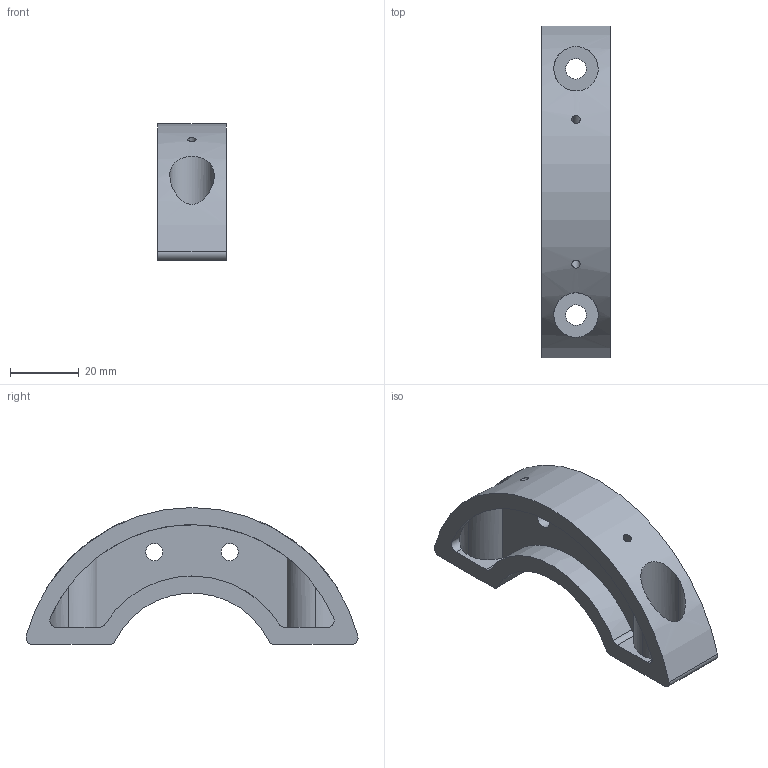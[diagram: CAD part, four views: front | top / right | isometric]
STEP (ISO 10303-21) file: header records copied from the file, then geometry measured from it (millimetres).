
FILE_DESCRIPTION(('CATIA V5 STEP Exchange'),'2;1');
FILE_NAME('Demi-Bague.stp','2018-06-06T15:08:35+00:00',('none'),('none'),'CATIA Version 5 Release 19 GA (IN-10)','CATIA V5 STEP AP203','none');
FILE_SCHEMA(('CONFIG_CONTROL_DESIGN'));
Length unit declared in the file: millimetre
Products named in the file (1): Part1
Bounding box: 20 x 96.94 x 40 mm (x, y, z)
Volume: 27089.5 mm3; surface area: 13915.2 mm2
Topology: 1 solids, 1 shells, 56 faces, 144 edges, 96 vertices
Faces by surface type: cylinder 40, plane 14, extrusion 2
Entity records: 1895 total; most frequent: CARTESIAN_POINT 592, ORIENTED_EDGE 288, DIRECTION 191, EDGE_CURVE 144, AXIS2_PLACEMENT_3D 96, VERTEX_POINT 96, EDGE_LOOP 70, VECTOR 61
